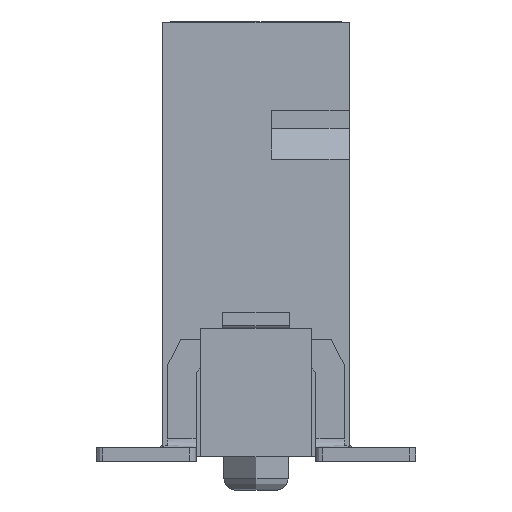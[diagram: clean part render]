
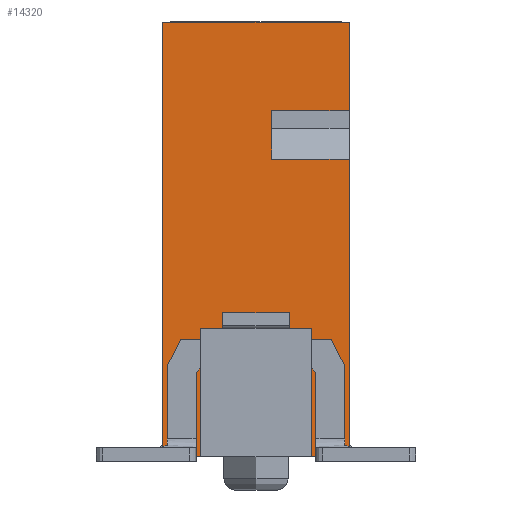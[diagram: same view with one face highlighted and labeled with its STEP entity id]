
A CAD part, left-side view. The second image highlights one B-rep face of the part: STEP entity #14320.
In plain terms, the highlighted planar face has unit normal (-1, 0, 0).
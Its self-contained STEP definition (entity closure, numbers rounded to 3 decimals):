
#12766=CARTESIAN_POINT('',(-6.445,2.1,9.8));
#12767=VERTEX_POINT('',#12766);
#12768=CARTESIAN_POINT('',(-6.445,-2.1,9.8));
#12769=VERTEX_POINT('',#12768);
#12770=CARTESIAN_POINT('',(-6.445,2.1,9.8));
#12771=DIRECTION('',(0.,-1.,0.));
#12772=VECTOR('',#12771,4.2);
#12773=LINE('',#12770,#12772);
#12774=EDGE_CURVE('',#12767,#12769,#12773,.T.);
#14110=CARTESIAN_POINT('',(-6.445,2.1,0.));
#14111=VERTEX_POINT('',#14110);
#14118=CARTESIAN_POINT('',(-6.445,2.1,0.));
#14119=DIRECTION('',(0.,0.,1.));
#14120=VECTOR('',#14119,9.8);
#14121=LINE('',#14118,#14120);
#14122=EDGE_CURVE('',#14111,#12767,#14121,.T.);
#14137=CARTESIAN_POINT('',(-6.445,0.,4.9));
#14138=DIRECTION('',(0.,-1.,0.));
#14139=DIRECTION('',(-1.,0.,0.));
#14140=AXIS2_PLACEMENT_3D('',#14137,#14139,#14138);
#14141=PLANE('',#14140);
#14142=CARTESIAN_POINT('',(-6.445,-0.7,1.));
#14143=VERTEX_POINT('',#14142);
#14144=CARTESIAN_POINT('',(-6.445,-0.75,1.));
#14145=VERTEX_POINT('',#14144);
#14146=CARTESIAN_POINT('',(-6.445,-0.7,1.));
#14147=DIRECTION('',(0.,-1.,0.));
#14148=VECTOR('',#14147,0.05);
#14149=LINE('',#14146,#14148);
#14150=EDGE_CURVE('',#14143,#14145,#14149,.T.);
#14151=ORIENTED_EDGE('',*,*,#14150,.T.);
#14152=CARTESIAN_POINT('',(-6.445,-0.75,1.75));
#14153=VERTEX_POINT('',#14152);
#14154=CARTESIAN_POINT('',(-6.445,-0.75,1.));
#14155=DIRECTION('',(0.,0.,1.));
#14156=VECTOR('',#14155,0.75);
#14157=LINE('',#14154,#14156);
#14158=EDGE_CURVE('',#14145,#14153,#14157,.T.);
#14159=ORIENTED_EDGE('',*,*,#14158,.T.);
#14160=CARTESIAN_POINT('',(-6.445,-0.9,1.9));
#14161=VERTEX_POINT('',#14160);
#14162=CARTESIAN_POINT('',(-6.445,-0.75,1.75));
#14163=DIRECTION('',(0.,-0.707,0.707));
#14164=VECTOR('',#14163,0.212);
#14165=LINE('',#14162,#14164);
#14166=EDGE_CURVE('',#14153,#14161,#14165,.T.);
#14167=ORIENTED_EDGE('',*,*,#14166,.T.);
#14168=CARTESIAN_POINT('',(-6.445,-1.1,1.9));
#14169=VERTEX_POINT('',#14168);
#14170=CARTESIAN_POINT('',(-6.445,-0.9,1.9));
#14171=DIRECTION('',(0.,-1.,0.));
#14172=VECTOR('',#14171,0.2);
#14173=LINE('',#14170,#14172);
#14174=EDGE_CURVE('',#14161,#14169,#14173,.T.);
#14175=ORIENTED_EDGE('',*,*,#14174,.T.);
#14176=CARTESIAN_POINT('',(-6.445,-1.25,1.75));
#14177=VERTEX_POINT('',#14176);
#14178=CARTESIAN_POINT('',(-6.445,-1.1,1.9));
#14179=DIRECTION('',(0.,-0.707,-0.707));
#14180=VECTOR('',#14179,0.212);
#14181=LINE('',#14178,#14180);
#14182=EDGE_CURVE('',#14169,#14177,#14181,.T.);
#14183=ORIENTED_EDGE('',*,*,#14182,.T.);
#14184=CARTESIAN_POINT('',(-6.445,-1.25,0.));
#14185=VERTEX_POINT('',#14184);
#14186=CARTESIAN_POINT('',(-6.445,-1.25,1.75));
#14187=DIRECTION('',(0.,0.,-1.));
#14188=VECTOR('',#14187,1.75);
#14189=LINE('',#14186,#14188);
#14190=EDGE_CURVE('',#14177,#14185,#14189,.T.);
#14191=ORIENTED_EDGE('',*,*,#14190,.T.);
#14192=CARTESIAN_POINT('',(-6.445,-2.1,0.));
#14193=VERTEX_POINT('',#14192);
#14194=CARTESIAN_POINT('',(-6.445,-1.25,0.));
#14195=DIRECTION('',(0.,-1.,0.));
#14196=VECTOR('',#14195,0.85);
#14197=LINE('',#14194,#14196);
#14198=EDGE_CURVE('',#14185,#14193,#14197,.T.);
#14199=ORIENTED_EDGE('',*,*,#14198,.T.);
#14200=CARTESIAN_POINT('',(-6.445,-2.1,6.71));
#14201=VERTEX_POINT('',#14200);
#14202=CARTESIAN_POINT('',(-6.445,-2.1,0.));
#14203=DIRECTION('',(0.,0.,1.));
#14204=VECTOR('',#14203,6.71);
#14205=LINE('',#14202,#14204);
#14206=EDGE_CURVE('',#14193,#14201,#14205,.T.);
#14207=ORIENTED_EDGE('',*,*,#14206,.T.);
#14208=CARTESIAN_POINT('',(-6.445,-0.35,6.71));
#14209=VERTEX_POINT('',#14208);
#14210=CARTESIAN_POINT('',(-6.445,-2.1,6.71));
#14211=DIRECTION('',(0.,1.,0.));
#14212=VECTOR('',#14211,1.75);
#14213=LINE('',#14210,#14212);
#14214=EDGE_CURVE('',#14201,#14209,#14213,.T.);
#14215=ORIENTED_EDGE('',*,*,#14214,.T.);
#14216=CARTESIAN_POINT('',(-6.445,-0.35,7.8));
#14217=VERTEX_POINT('',#14216);
#14218=CARTESIAN_POINT('',(-6.445,-0.35,6.71));
#14219=DIRECTION('',(0.,0.,1.));
#14220=VECTOR('',#14219,1.09);
#14221=LINE('',#14218,#14220);
#14222=EDGE_CURVE('',#14209,#14217,#14221,.T.);
#14223=ORIENTED_EDGE('',*,*,#14222,.T.);
#14224=CARTESIAN_POINT('',(-6.445,-2.1,7.8));
#14225=VERTEX_POINT('',#14224);
#14226=CARTESIAN_POINT('',(-6.445,-0.35,7.8));
#14227=DIRECTION('',(0.,-1.,0.));
#14228=VECTOR('',#14227,1.75);
#14229=LINE('',#14226,#14228);
#14230=EDGE_CURVE('',#14217,#14225,#14229,.T.);
#14231=ORIENTED_EDGE('',*,*,#14230,.T.);
#14232=CARTESIAN_POINT('',(-6.445,-2.1,7.8));
#14233=DIRECTION('',(0.,0.,1.));
#14234=VECTOR('',#14233,2.);
#14235=LINE('',#14232,#14234);
#14236=EDGE_CURVE('',#14225,#12769,#14235,.T.);
#14237=ORIENTED_EDGE('',*,*,#14236,.T.);
#14238=ORIENTED_EDGE('',*,*,#12774,.F.);
#14239=ORIENTED_EDGE('',*,*,#14122,.F.);
#14240=CARTESIAN_POINT('',(-6.445,1.25,0.));
#14241=VERTEX_POINT('',#14240);
#14242=CARTESIAN_POINT('',(-6.445,2.1,0.));
#14243=DIRECTION('',(0.,-1.,0.));
#14244=VECTOR('',#14243,0.85);
#14245=LINE('',#14242,#14244);
#14246=EDGE_CURVE('',#14111,#14241,#14245,.T.);
#14247=ORIENTED_EDGE('',*,*,#14246,.T.);
#14248=CARTESIAN_POINT('',(-6.445,1.25,1.75));
#14249=VERTEX_POINT('',#14248);
#14250=CARTESIAN_POINT('',(-6.445,1.25,0.));
#14251=DIRECTION('',(0.,0.,1.));
#14252=VECTOR('',#14251,1.75);
#14253=LINE('',#14250,#14252);
#14254=EDGE_CURVE('',#14241,#14249,#14253,.T.);
#14255=ORIENTED_EDGE('',*,*,#14254,.T.);
#14256=CARTESIAN_POINT('',(-6.445,1.1,1.9));
#14257=VERTEX_POINT('',#14256);
#14258=CARTESIAN_POINT('',(-6.445,1.25,1.75));
#14259=DIRECTION('',(0.,-0.707,0.707));
#14260=VECTOR('',#14259,0.212);
#14261=LINE('',#14258,#14260);
#14262=EDGE_CURVE('',#14249,#14257,#14261,.T.);
#14263=ORIENTED_EDGE('',*,*,#14262,.T.);
#14264=CARTESIAN_POINT('',(-6.445,0.9,1.9));
#14265=VERTEX_POINT('',#14264);
#14266=CARTESIAN_POINT('',(-6.445,1.1,1.9));
#14267=DIRECTION('',(0.,-1.,0.));
#14268=VECTOR('',#14267,0.2);
#14269=LINE('',#14266,#14268);
#14270=EDGE_CURVE('',#14257,#14265,#14269,.T.);
#14271=ORIENTED_EDGE('',*,*,#14270,.T.);
#14272=CARTESIAN_POINT('',(-6.445,0.75,1.75));
#14273=VERTEX_POINT('',#14272);
#14274=CARTESIAN_POINT('',(-6.445,0.9,1.9));
#14275=DIRECTION('',(0.,-0.707,-0.707));
#14276=VECTOR('',#14275,0.212);
#14277=LINE('',#14274,#14276);
#14278=EDGE_CURVE('',#14265,#14273,#14277,.T.);
#14279=ORIENTED_EDGE('',*,*,#14278,.T.);
#14280=CARTESIAN_POINT('',(-6.445,0.75,1.));
#14281=VERTEX_POINT('',#14280);
#14282=CARTESIAN_POINT('',(-6.445,0.75,1.75));
#14283=DIRECTION('',(0.,0.,-1.));
#14284=VECTOR('',#14283,0.75);
#14285=LINE('',#14282,#14284);
#14286=EDGE_CURVE('',#14273,#14281,#14285,.T.);
#14287=ORIENTED_EDGE('',*,*,#14286,.T.);
#14288=CARTESIAN_POINT('',(-6.445,0.7,1.));
#14289=VERTEX_POINT('',#14288);
#14290=CARTESIAN_POINT('',(-6.445,0.75,1.));
#14291=DIRECTION('',(0.,-1.,0.));
#14292=VECTOR('',#14291,0.05);
#14293=LINE('',#14290,#14292);
#14294=EDGE_CURVE('',#14281,#14289,#14293,.T.);
#14295=ORIENTED_EDGE('',*,*,#14294,.T.);
#14296=CARTESIAN_POINT('',(-6.445,0.7,0.1));
#14297=VERTEX_POINT('',#14296);
#14298=CARTESIAN_POINT('',(-6.445,0.7,1.));
#14299=DIRECTION('',(0.,0.,-1.));
#14300=VECTOR('',#14299,0.9);
#14301=LINE('',#14298,#14300);
#14302=EDGE_CURVE('',#14289,#14297,#14301,.T.);
#14303=ORIENTED_EDGE('',*,*,#14302,.T.);
#14304=CARTESIAN_POINT('',(-6.445,-0.7,0.1));
#14305=VERTEX_POINT('',#14304);
#14306=CARTESIAN_POINT('',(-6.445,0.7,0.1));
#14307=DIRECTION('',(0.,-1.,0.));
#14308=VECTOR('',#14307,1.4);
#14309=LINE('',#14306,#14308);
#14310=EDGE_CURVE('',#14297,#14305,#14309,.T.);
#14311=ORIENTED_EDGE('',*,*,#14310,.T.);
#14312=CARTESIAN_POINT('',(-6.445,-0.7,0.1));
#14313=DIRECTION('',(0.,0.,1.));
#14314=VECTOR('',#14313,0.9);
#14315=LINE('',#14312,#14314);
#14316=EDGE_CURVE('',#14305,#14143,#14315,.T.);
#14317=ORIENTED_EDGE('',*,*,#14316,.T.);
#14318=EDGE_LOOP('',(#14151,#14159,#14167,#14175,#14183,#14191,#14199,#14207,#14215,#14223,#14231,#14237,#14238,#14239,#14247,#14255,#14263,#14271,#14279,#14287,#14295,#14303,#14311,#14317));
#14319=FACE_OUTER_BOUND('',#14318,.T.);
#14320=ADVANCED_FACE('',(#14319),#14141,.T.);
